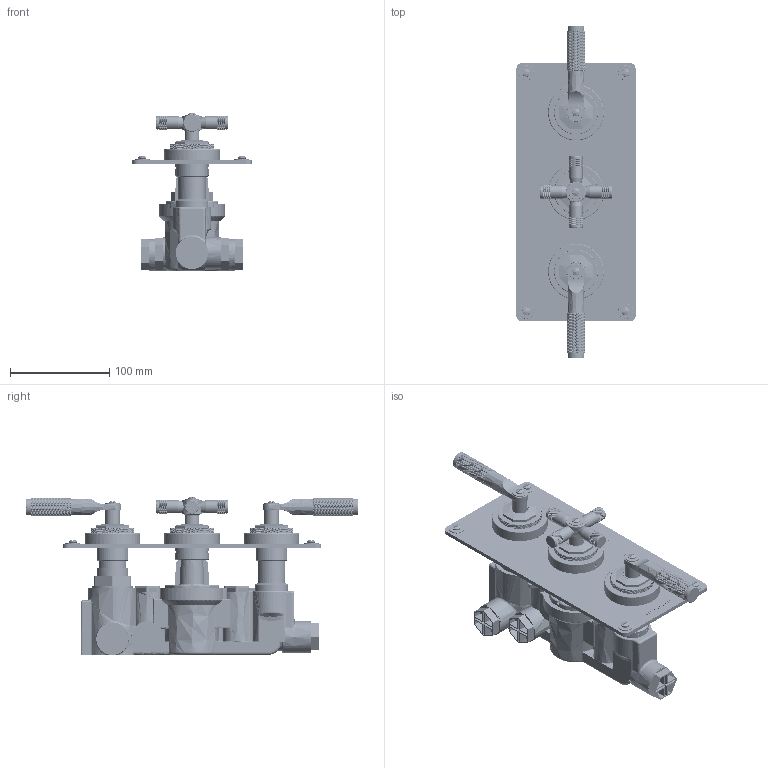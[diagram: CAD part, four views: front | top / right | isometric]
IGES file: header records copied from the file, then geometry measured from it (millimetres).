
Global section: file name: V703-TLK; native system: Autodesk Inventor 2018; preprocessor: unknown; author: adaniels; date: 20171003.110601; units: millimetre
Bounding box: 120 x 334 x 159.56 mm (x, y, z)
Volume: 776349.2 mm3; surface area: 463718.5 mm2
Topology: 120 solids, 125 shells, 33313 faces, 73330 edges, 40542 vertices
Faces by surface type: bspline 33313
